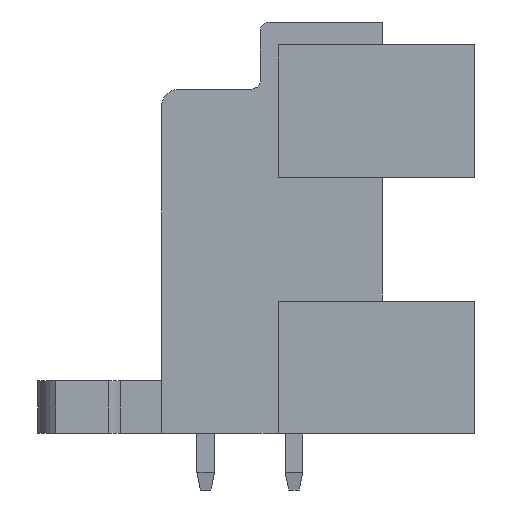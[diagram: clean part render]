
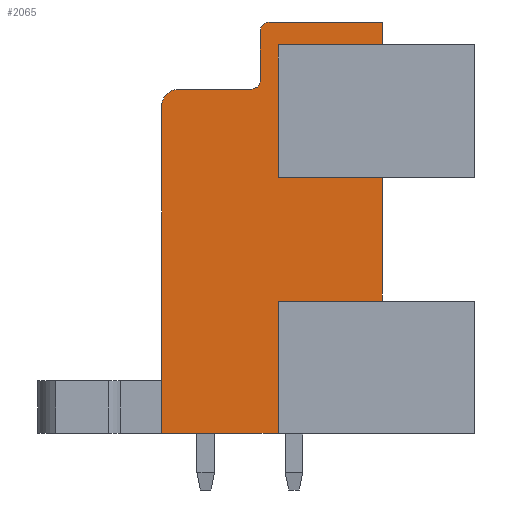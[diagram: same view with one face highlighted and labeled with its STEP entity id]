
A CAD part, left-side view. The second image highlights one B-rep face of the part: STEP entity #2065.
In plain terms, the highlighted planar face has unit normal (-1, 0, 0).
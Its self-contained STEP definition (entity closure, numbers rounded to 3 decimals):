
#105=AXIS2_PLACEMENT_3D('Plane Axis2P3D',#102,#103,#104) ;
#1770=AXIS2_PLACEMENT_3D('Circle Axis2P3D',#1768,#1769,$) ;
#1818=AXIS2_PLACEMENT_3D('Circle Axis2P3D',#1816,#1817,$) ;
#1866=AXIS2_PLACEMENT_3D('Circle Axis2P3D',#1864,#1865,$) ;
#36=CARTESIAN_POINT('Line Origine',(0.7,11.1,6.95)) ;
#40=CARTESIAN_POINT('Vertex',(0.7,11.1,10.7)) ;
#42=CARTESIAN_POINT('Vertex',(0.7,11.1,3.2)) ;
#102=CARTESIAN_POINT('Axis2P3D Location',(0.7,0.,0.)) ;
#142=CARTESIAN_POINT('Line Origine',(0.7,11.1,21.45)) ;
#146=CARTESIAN_POINT('Vertex',(0.7,11.1,25.2)) ;
#148=CARTESIAN_POINT('Vertex',(0.7,11.1,17.7)) ;
#1032=CARTESIAN_POINT('Vertex',(0.7,5.2,17.7)) ;
#1035=CARTESIAN_POINT('Line Origine',(0.7,5.2,14.2)) ;
#1039=CARTESIAN_POINT('Vertex',(0.7,5.2,10.7)) ;
#1710=CARTESIAN_POINT('Vertex',(0.7,5.2,26.5)) ;
#1713=CARTESIAN_POINT('Line Origine',(0.7,5.2,25.85)) ;
#1717=CARTESIAN_POINT('Vertex',(0.7,5.2,25.2)) ;
#1741=CARTESIAN_POINT('Vertex',(0.7,11.6,26.5)) ;
#1744=CARTESIAN_POINT('Line Origine',(0.7,8.4,26.5)) ;
#1765=CARTESIAN_POINT('Vertex',(0.7,12.1,26.)) ;
#1768=CARTESIAN_POINT('Axis2P3D Location',(0.7,11.6,26.)) ;
#1789=CARTESIAN_POINT('Vertex',(0.7,12.1,23.2)) ;
#1792=CARTESIAN_POINT('Line Origine',(0.7,12.1,24.6)) ;
#1813=CARTESIAN_POINT('Vertex',(0.7,12.6,22.7)) ;
#1816=CARTESIAN_POINT('Axis2P3D Location',(0.7,12.6,23.2)) ;
#1837=CARTESIAN_POINT('Vertex',(0.7,16.7,22.7)) ;
#1840=CARTESIAN_POINT('Line Origine',(0.7,14.65,22.7)) ;
#1861=CARTESIAN_POINT('Vertex',(0.7,17.7,21.7)) ;
#1864=CARTESIAN_POINT('Axis2P3D Location',(0.7,16.7,21.7)) ;
#1971=CARTESIAN_POINT('Vertex',(0.7,17.7,3.2)) ;
#1974=CARTESIAN_POINT('Line Origine',(0.7,17.7,12.45)) ;
#2028=CARTESIAN_POINT('Line Origine',(0.7,8.15,17.7)) ;
#2033=CARTESIAN_POINT('Line Origine',(0.7,8.15,25.2)) ;
#2038=CARTESIAN_POINT('Line Origine',(0.7,14.4,3.2)) ;
#2043=CARTESIAN_POINT('Line Origine',(0.7,8.15,10.7)) ;
#37=DIRECTION('Vector Direction',(0.,0.,1.)) ;
#103=DIRECTION('Axis2P3D Direction',(-1.,0.,0.)) ;
#104=DIRECTION('Axis2P3D XDirection',(0.,-1.,0.)) ;
#143=DIRECTION('Vector Direction',(0.,0.,1.)) ;
#1036=DIRECTION('Vector Direction',(0.,0.,-1.)) ;
#1714=DIRECTION('Vector Direction',(0.,0.,-1.)) ;
#1745=DIRECTION('Vector Direction',(0.,-1.,0.)) ;
#1769=DIRECTION('Axis2P3D Direction',(-1.,0.,0.)) ;
#1793=DIRECTION('Vector Direction',(0.,0.,1.)) ;
#1817=DIRECTION('Axis2P3D Direction',(-1.,0.,0.)) ;
#1841=DIRECTION('Vector Direction',(0.,-1.,0.)) ;
#1865=DIRECTION('Axis2P3D Direction',(-1.,0.,0.)) ;
#1975=DIRECTION('Vector Direction',(0.,0.,1.)) ;
#2029=DIRECTION('Vector Direction',(0.,1.,0.)) ;
#2034=DIRECTION('Vector Direction',(0.,-1.,0.)) ;
#2039=DIRECTION('Vector Direction',(0.,1.,0.)) ;
#2044=DIRECTION('Vector Direction',(0.,-1.,0.)) ;
#38=VECTOR('Line Direction',#37,1.) ;
#144=VECTOR('Line Direction',#143,1.) ;
#1037=VECTOR('Line Direction',#1036,1.) ;
#1715=VECTOR('Line Direction',#1714,1.) ;
#1746=VECTOR('Line Direction',#1745,1.) ;
#1794=VECTOR('Line Direction',#1793,1.) ;
#1842=VECTOR('Line Direction',#1841,1.) ;
#1976=VECTOR('Line Direction',#1975,1.) ;
#2030=VECTOR('Line Direction',#2029,1.) ;
#2035=VECTOR('Line Direction',#2034,1.) ;
#2040=VECTOR('Line Direction',#2039,1.) ;
#2045=VECTOR('Line Direction',#2044,1.) ;
#2049=ORIENTED_EDGE('',*,*,#2032,.F.) ;
#2050=ORIENTED_EDGE('',*,*,#150,.F.) ;
#2051=ORIENTED_EDGE('',*,*,#2037,.F.) ;
#2052=ORIENTED_EDGE('',*,*,#1719,.T.) ;
#2053=ORIENTED_EDGE('',*,*,#1748,.T.) ;
#2054=ORIENTED_EDGE('',*,*,#1772,.T.) ;
#2055=ORIENTED_EDGE('',*,*,#1796,.T.) ;
#2056=ORIENTED_EDGE('',*,*,#1820,.T.) ;
#2057=ORIENTED_EDGE('',*,*,#1844,.T.) ;
#2058=ORIENTED_EDGE('',*,*,#1868,.T.) ;
#2059=ORIENTED_EDGE('',*,*,#1978,.T.) ;
#2060=ORIENTED_EDGE('',*,*,#2042,.T.) ;
#2061=ORIENTED_EDGE('',*,*,#44,.F.) ;
#2062=ORIENTED_EDGE('',*,*,#2047,.F.) ;
#2063=ORIENTED_EDGE('',*,*,#1041,.T.) ;
#2065=ADVANCED_FACE('Housing',(#2064),#106,.T.) ;
#1771=CIRCLE('generated circle',#1770,0.5) ;
#1819=CIRCLE('generated circle',#1818,0.5) ;
#1867=CIRCLE('generated circle',#1866,1.) ;
#44=EDGE_CURVE('',#41,#43,#39,.F.) ;
#150=EDGE_CURVE('',#147,#149,#145,.F.) ;
#1041=EDGE_CURVE('',#1040,#1033,#1038,.F.) ;
#1719=EDGE_CURVE('',#1718,#1711,#1716,.F.) ;
#1748=EDGE_CURVE('',#1711,#1742,#1747,.F.) ;
#1772=EDGE_CURVE('',#1742,#1766,#1771,.T.) ;
#1796=EDGE_CURVE('',#1766,#1790,#1795,.F.) ;
#1820=EDGE_CURVE('',#1790,#1814,#1819,.F.) ;
#1844=EDGE_CURVE('',#1814,#1838,#1843,.F.) ;
#1868=EDGE_CURVE('',#1838,#1862,#1867,.T.) ;
#1978=EDGE_CURVE('',#1862,#1972,#1977,.F.) ;
#2032=EDGE_CURVE('',#149,#1033,#2031,.F.) ;
#2037=EDGE_CURVE('',#1718,#147,#2036,.F.) ;
#2042=EDGE_CURVE('',#1972,#43,#2041,.F.) ;
#2047=EDGE_CURVE('',#1040,#41,#2046,.F.) ;
#2048=EDGE_LOOP('',(#2049,#2050,#2051,#2052,#2053,#2054,#2055,#2056,#2057,#2058,#2059,#2060,#2061,#2062,#2063)) ;
#2064=FACE_OUTER_BOUND('',#2048,.T.) ;
#39=LINE('Line',#36,#38) ;
#145=LINE('Line',#142,#144) ;
#1038=LINE('Line',#1035,#1037) ;
#1716=LINE('Line',#1713,#1715) ;
#1747=LINE('Line',#1744,#1746) ;
#1795=LINE('Line',#1792,#1794) ;
#1843=LINE('Line',#1840,#1842) ;
#1977=LINE('Line',#1974,#1976) ;
#2031=LINE('Line',#2028,#2030) ;
#2036=LINE('Line',#2033,#2035) ;
#2041=LINE('Line',#2038,#2040) ;
#2046=LINE('Line',#2043,#2045) ;
#106=PLANE('',#105) ;
#41=VERTEX_POINT('',#40) ;
#43=VERTEX_POINT('',#42) ;
#147=VERTEX_POINT('',#146) ;
#149=VERTEX_POINT('',#148) ;
#1033=VERTEX_POINT('',#1032) ;
#1040=VERTEX_POINT('',#1039) ;
#1711=VERTEX_POINT('',#1710) ;
#1718=VERTEX_POINT('',#1717) ;
#1742=VERTEX_POINT('',#1741) ;
#1766=VERTEX_POINT('',#1765) ;
#1790=VERTEX_POINT('',#1789) ;
#1814=VERTEX_POINT('',#1813) ;
#1838=VERTEX_POINT('',#1837) ;
#1862=VERTEX_POINT('',#1861) ;
#1972=VERTEX_POINT('',#1971) ;
